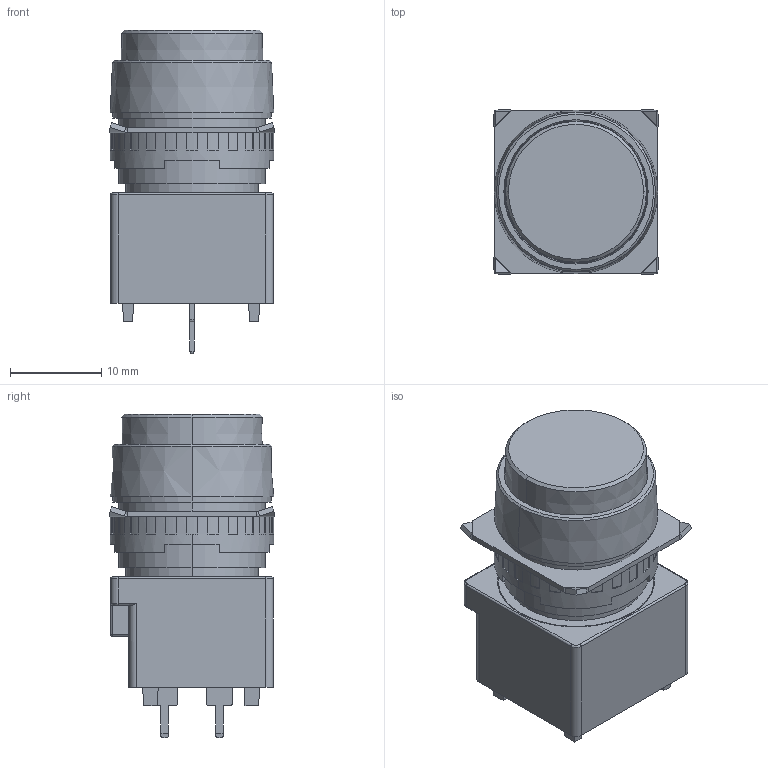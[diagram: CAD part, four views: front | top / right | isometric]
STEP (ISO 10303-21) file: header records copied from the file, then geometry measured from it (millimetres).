
FILE_DESCRIPTION (( 'STEP AP214' ), '1' );
FILE_NAME ('10_LB1P-1T0[1][3][4]V$.STEP', '2020-09-24T23:59:08', ( 'IDEC' ), ( 'IDEC' ), 'SwSTEP 2.0', 'SolidWorks 2019', '' );
FILE_SCHEMA (( 'AUTOMOTIVE_DESIGN' ));
Length unit declared in the file: millimetre
Products named in the file (5): LB-T00V; LB-BODY-M; LB-NUT-SET; LB-OPERATOR-M; 10_LB1P-1T0[1][3][4]V$
Assembly tree (4 placements, depth 2):
  10_LB1P-1T0[1][3][4]V$
    LB-BODY-M
    LB-OPERATOR-M
    LB-T00V
    LB-NUT-SET
Bounding box: 18.07 x 18.07 x 35.4 mm (x, y, z)
Volume: 6836.2 mm3; surface area: 4746.5 mm2
Topology: 4 solids, 4 shells, 344 faces, 895 edges, 566 vertices
Faces by surface type: plane 204, cylinder 106, bspline 20, cone 14
Entity records: 12271 total; most frequent: CARTESIAN_POINT 2304, ORIENTED_EDGE 1778, DIRECTION 1760, EDGE_CURVE 889, LINE 596, VECTOR 596, AXIS2_PLACEMENT_3D 582, VERTEX_POINT 566
